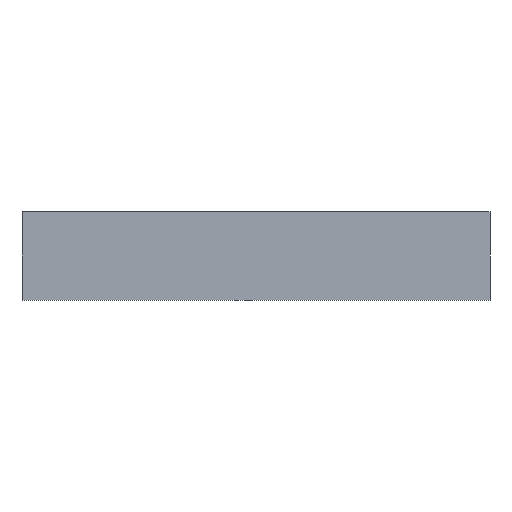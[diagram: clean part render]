
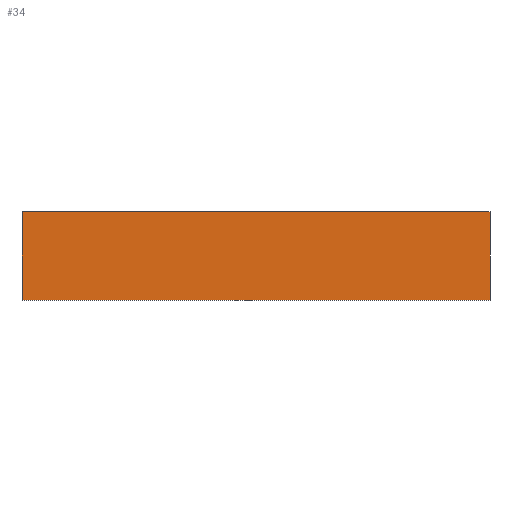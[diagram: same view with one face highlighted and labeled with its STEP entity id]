
A CAD part, front view. The second image highlights one B-rep face of the part: STEP entity #34.
In plain terms, the highlighted planar face has unit normal (0, -1, 0).
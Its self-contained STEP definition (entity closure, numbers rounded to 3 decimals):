
#34=ADVANCED_FACE('',(#97),#982,.T.);
#97=FACE_OUTER_BOUND('',#160,.T.);
#160=EDGE_LOOP('',(#226,#227,#228,#229));
#226=ORIENTED_EDGE('',*,*,#538,.T.);
#227=ORIENTED_EDGE('',*,*,#539,.T.);
#228=ORIENTED_EDGE('',*,*,#540,.F.);
#229=ORIENTED_EDGE('',*,*,#541,.F.);
#538=EDGE_CURVE('',#854,#855,#841,.T.);
#539=EDGE_CURVE('',#855,#856,#842,.T.);
#540=EDGE_CURVE('',#857,#856,#843,.T.);
#541=EDGE_CURVE('',#854,#857,#844,.T.);
#841=B_SPLINE_CURVE_WITH_KNOTS('',1,(#1265,#1266),.UNSPECIFIED.,.F.,.F.,
(2,2),(0.,3.95),.UNSPECIFIED.);
#842=B_SPLINE_CURVE_WITH_KNOTS('',1,(#1267,#1268),.UNSPECIFIED.,.F.,.F.,
(2,2),(0.,0.75),.UNSPECIFIED.);
#843=B_SPLINE_CURVE_WITH_KNOTS('',1,(#1269,#1270),.UNSPECIFIED.,.F.,.F.,
(2,2),(0.,3.95),.UNSPECIFIED.);
#844=B_SPLINE_CURVE_WITH_KNOTS('',1,(#1271,#1272),.UNSPECIFIED.,.F.,.F.,
(2,2),(0.,0.75),.UNSPECIFIED.);
#854=VERTEX_POINT('',#1209);
#855=VERTEX_POINT('',#1210);
#856=VERTEX_POINT('',#1211);
#857=VERTEX_POINT('',#1212);
#982=PLANE('',#1041);
#1041=AXIS2_PLACEMENT_3D('',#1176,#1108,$);
#1108=DIRECTION('',(0.,-1.,0.));
#1176=CARTESIAN_POINT('',(0.,0.,0.));
#1209=CARTESIAN_POINT('',(0.,0.,0.));
#1210=CARTESIAN_POINT('',(3.95,0.,0.));
#1211=CARTESIAN_POINT('',(3.95,0.,0.75));
#1212=CARTESIAN_POINT('',(0.,0.,0.75));
#1265=CARTESIAN_POINT('',(0.,0.,0.));
#1266=CARTESIAN_POINT('',(3.95,0.,0.));
#1267=CARTESIAN_POINT('',(3.95,0.,0.));
#1268=CARTESIAN_POINT('',(3.95,0.,0.75));
#1269=CARTESIAN_POINT('',(0.,0.,0.75));
#1270=CARTESIAN_POINT('',(3.95,0.,0.75));
#1271=CARTESIAN_POINT('',(0.,0.,0.));
#1272=CARTESIAN_POINT('',(0.,0.,0.75));
